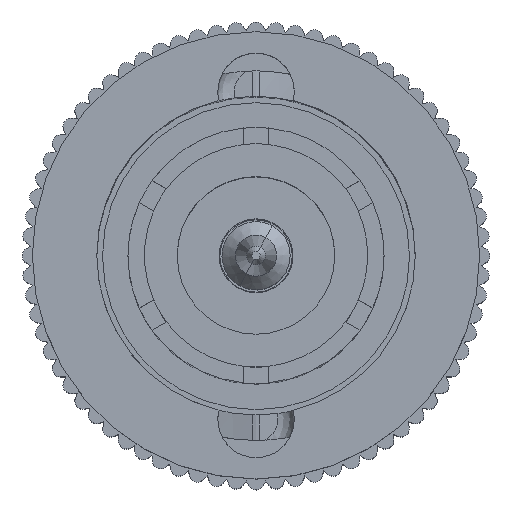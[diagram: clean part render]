
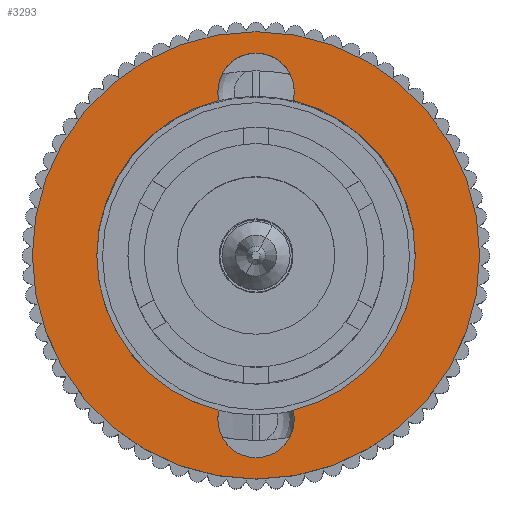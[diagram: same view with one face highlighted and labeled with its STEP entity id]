
A CAD part, top view. The second image highlights one B-rep face of the part: STEP entity #3293.
In plain terms, the highlighted planar face has unit normal (0, 0, 1).
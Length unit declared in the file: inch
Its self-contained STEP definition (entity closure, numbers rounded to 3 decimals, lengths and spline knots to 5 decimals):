
#272 = CIRCLE ( 'NONE', #3614, 0.0465 ) ;
#530 = CARTESIAN_POINT ( 'NONE',  ( -0.2725, 0., 0. ) ) ;
#573 = DIRECTION ( 'NONE',  ( 0., 0., 1. ) ) ;
#819 = CARTESIAN_POINT ( 'NONE',  ( 0., 0.2, 0. ) ) ;
#851 = CARTESIAN_POINT ( 'NONE',  ( -0.0451, 0.18868, 0. ) ) ;
#876 = ORIENTED_EDGE ( 'NONE', *, *, #13304, .F. ) ;
#1091 = VERTEX_POINT ( 'NONE', #12698 ) ;
#1113 = CARTESIAN_POINT ( 'NONE',  ( 0.0465, 0.2, 0. ) ) ;
#1176 = FACE_OUTER_BOUND ( 'NONE', #8337, .T. ) ;
#1350 = EDGE_CURVE ( 'NONE', #9156, #15646, #7052, .T. ) ;
#1537 = DIRECTION ( 'NONE',  ( 0., 0., 1. ) ) ;
#1734 = DIRECTION ( 'NONE',  ( 0., 0., 1. ) ) ;
#2286 = CARTESIAN_POINT ( 'NONE',  ( 0., 0., 0. ) ) ;
#2408 = CARTESIAN_POINT ( 'NONE',  ( 0., 0.2, 0. ) ) ;
#2541 = DIRECTION ( 'NONE',  ( 0., 0., 1. ) ) ;
#2681 = AXIS2_PLACEMENT_3D ( 'NONE', #15186, #1734, #7763 ) ;
#2763 = VERTEX_POINT ( 'NONE', #9303 ) ;
#3039 = EDGE_CURVE ( 'NONE', #10930, #15547, #4316, .T. ) ;
#3144 = ORIENTED_EDGE ( 'NONE', *, *, #14341, .F. ) ;
#3192 = CARTESIAN_POINT ( 'NONE',  ( 0.194, 0., 0. ) ) ;
#3226 = ORIENTED_EDGE ( 'NONE', *, *, #8462, .F. ) ;
#3293 = ADVANCED_FACE ( 'NONE', ( #15820, #1176 ), #12296, .T. ) ;
#3614 = AXIS2_PLACEMENT_3D ( 'NONE', #819, #15299, #4318 ) ;
#3700 = DIRECTION ( 'NONE',  ( -1., 0., 0. ) ) ;
#3969 = ORIENTED_EDGE ( 'NONE', *, *, #12421, .F. ) ;
#3974 = CARTESIAN_POINT ( 'NONE',  ( 0., 0., 0. ) ) ;
#4139 = VERTEX_POINT ( 'NONE', #530 ) ;
#4207 = VERTEX_POINT ( 'NONE', #851 ) ;
#4316 = CIRCLE ( 'NONE', #8386, 0.0465 ) ;
#4318 = DIRECTION ( 'NONE',  ( -1., 0., 0. ) ) ;
#4832 = EDGE_CURVE ( 'NONE', #1091, #4207, #272, .T. ) ;
#4843 = VERTEX_POINT ( 'NONE', #9088 ) ;
#5173 = DIRECTION ( 'NONE',  ( -1., 0., 0. ) ) ;
#5192 = CIRCLE ( 'NONE', #7215, 0.194 ) ;
#5377 = CARTESIAN_POINT ( 'NONE',  ( 0.0465, -0.2, 0. ) ) ;
#5456 = ORIENTED_EDGE ( 'NONE', *, *, #4832, .F. ) ;
#5546 = DIRECTION ( 'NONE',  ( 0., 0., 1. ) ) ;
#5793 = ORIENTED_EDGE ( 'NONE', *, *, #15855, .F. ) ;
#5894 = AXIS2_PLACEMENT_3D ( 'NONE', #9766, #1537, #13786 ) ;
#5975 = CIRCLE ( 'NONE', #2681, 0.2725 ) ;
#5986 = ORIENTED_EDGE ( 'NONE', *, *, #3039, .F. ) ;
#6076 = CARTESIAN_POINT ( 'NONE',  ( 0., 0.2, 0. ) ) ;
#6283 = AXIS2_PLACEMENT_3D ( 'NONE', #11570, #5546, #12780 ) ;
#6299 = ORIENTED_EDGE ( 'NONE', *, *, #14759, .F. ) ;
#6672 = VERTEX_POINT ( 'NONE', #1113 ) ;
#6788 = CARTESIAN_POINT ( 'NONE',  ( 0., 0., 0. ) ) ;
#6793 = DIRECTION ( 'NONE',  ( 1., 0., 0. ) ) ;
#7052 = CIRCLE ( 'NONE', #10113, 0.194 ) ;
#7100 = DIRECTION ( 'NONE',  ( 0., 0., 1. ) ) ;
#7215 = AXIS2_PLACEMENT_3D ( 'NONE', #11290, #573, #12435 ) ;
#7373 = DIRECTION ( 'NONE',  ( 1., 0., 0. ) ) ;
#7542 = DIRECTION ( 'NONE',  ( 0., 0., 1. ) ) ;
#7763 = DIRECTION ( 'NONE',  ( 1., 0., 0. ) ) ;
#7833 = DIRECTION ( 'NONE',  ( 0., 0., 1. ) ) ;
#7905 = AXIS2_PLACEMENT_3D ( 'NONE', #2286, #12064, #6793 ) ;
#8284 = CIRCLE ( 'NONE', #12661, 0.194 ) ;
#8337 = EDGE_LOOP ( 'NONE', ( #8657, #10870 ) ) ;
#8386 = AXIS2_PLACEMENT_3D ( 'NONE', #11325, #13669, #15026 ) ;
#8462 = EDGE_CURVE ( 'NONE', #4843, #10930, #9717, .T. ) ;
#8657 = ORIENTED_EDGE ( 'NONE', *, *, #14967, .T. ) ;
#9088 = CARTESIAN_POINT ( 'NONE',  ( -0.0465, -0.2, 0. ) ) ;
#9156 = VERTEX_POINT ( 'NONE', #3192 ) ;
#9303 = CARTESIAN_POINT ( 'NONE',  ( -0.0451, -0.18868, 0. ) ) ;
#9617 = DIRECTION ( 'NONE',  ( 0., 0., 1. ) ) ;
#9717 = CIRCLE ( 'NONE', #5894, 0.0465 ) ;
#9766 = CARTESIAN_POINT ( 'NONE',  ( 0., -0.2, 0. ) ) ;
#10113 = AXIS2_PLACEMENT_3D ( 'NONE', #6788, #10484, #11633 ) ;
#10128 = AXIS2_PLACEMENT_3D ( 'NONE', #6076, #7100, #3700 ) ;
#10288 = CARTESIAN_POINT ( 'NONE',  ( 0.0451, -0.18868, 0. ) ) ;
#10436 = EDGE_CURVE ( 'NONE', #4139, #14799, #5975, .T. ) ;
#10484 = DIRECTION ( 'NONE',  ( 0., 0., 1. ) ) ;
#10730 = ORIENTED_EDGE ( 'NONE', *, *, #1350, .F. ) ;
#10870 = ORIENTED_EDGE ( 'NONE', *, *, #10436, .T. ) ;
#10930 = VERTEX_POINT ( 'NONE', #5377 ) ;
#11290 = CARTESIAN_POINT ( 'NONE',  ( 0., 0., 0. ) ) ;
#11312 = CARTESIAN_POINT ( 'NONE',  ( 0.2725, 0., 0. ) ) ;
#11325 = CARTESIAN_POINT ( 'NONE',  ( 0., -0.2, 0. ) ) ;
#11334 = EDGE_CURVE ( 'NONE', #15547, #9156, #5192, .T. ) ;
#11570 = CARTESIAN_POINT ( 'NONE',  ( 0., 0., 0. ) ) ;
#11633 = DIRECTION ( 'NONE',  ( 1., 0., 0. ) ) ;
#11651 = DIRECTION ( 'NONE',  ( 1., 0., 0. ) ) ;
#11783 = ORIENTED_EDGE ( 'NONE', *, *, #11334, .F. ) ;
#11802 = AXIS2_PLACEMENT_3D ( 'NONE', #13297, #2541, #7373 ) ;
#12064 = DIRECTION ( 'NONE',  ( 0., 0., 1. ) ) ;
#12296 = PLANE ( 'NONE',  #13048 ) ;
#12421 = EDGE_CURVE ( 'NONE', #4207, #12430, #8284, .T. ) ;
#12430 = VERTEX_POINT ( 'NONE', #15255 ) ;
#12435 = DIRECTION ( 'NONE',  ( 1., 0., 0. ) ) ;
#12661 = AXIS2_PLACEMENT_3D ( 'NONE', #3974, #7833, #11651 ) ;
#12698 = CARTESIAN_POINT ( 'NONE',  ( -0.0465, 0.2, 0. ) ) ;
#12780 = DIRECTION ( 'NONE',  ( 1., 0., 0. ) ) ;
#12971 = CIRCLE ( 'NONE', #10128, 0.0465 ) ;
#13048 = AXIS2_PLACEMENT_3D ( 'NONE', #14550, #9617, #13421 ) ;
#13297 = CARTESIAN_POINT ( 'NONE',  ( 0., -0.2, 0. ) ) ;
#13304 = EDGE_CURVE ( 'NONE', #12430, #2763, #14230, .T. ) ;
#13349 = CIRCLE ( 'NONE', #11802, 0.0465 ) ;
#13421 = DIRECTION ( 'NONE',  ( 1., 0., 0. ) ) ;
#13669 = DIRECTION ( 'NONE',  ( 0., 0., 1. ) ) ;
#13786 = DIRECTION ( 'NONE',  ( 1., 0., 0. ) ) ;
#13844 = EDGE_LOOP ( 'NONE', ( #3969, #5456, #3144, #5793, #10730, #11783, #5986, #3226, #6299, #876 ) ) ;
#14230 = CIRCLE ( 'NONE', #6283, 0.194 ) ;
#14241 = CARTESIAN_POINT ( 'NONE',  ( 0.0451, 0.18868, 0. ) ) ;
#14341 = EDGE_CURVE ( 'NONE', #6672, #1091, #12971, .T. ) ;
#14550 = CARTESIAN_POINT ( 'NONE',  ( 0.2725, 0., 0. ) ) ;
#14759 = EDGE_CURVE ( 'NONE', #2763, #4843, #13349, .T. ) ;
#14799 = VERTEX_POINT ( 'NONE', #11312 ) ;
#14967 = EDGE_CURVE ( 'NONE', #14799, #4139, #15114, .T. ) ;
#15026 = DIRECTION ( 'NONE',  ( 1., 0., 0. ) ) ;
#15114 = CIRCLE ( 'NONE', #7905, 0.2725 ) ;
#15131 = CIRCLE ( 'NONE', #15405, 0.0465 ) ;
#15186 = CARTESIAN_POINT ( 'NONE',  ( 0., 0., 0. ) ) ;
#15255 = CARTESIAN_POINT ( 'NONE',  ( -0.194, 0., 0. ) ) ;
#15299 = DIRECTION ( 'NONE',  ( 0., 0., 1. ) ) ;
#15405 = AXIS2_PLACEMENT_3D ( 'NONE', #2408, #7542, #5173 ) ;
#15547 = VERTEX_POINT ( 'NONE', #10288 ) ;
#15646 = VERTEX_POINT ( 'NONE', #14241 ) ;
#15820 = FACE_BOUND ( 'NONE', #13844, .T. ) ;
#15855 = EDGE_CURVE ( 'NONE', #15646, #6672, #15131, .T. ) ;
